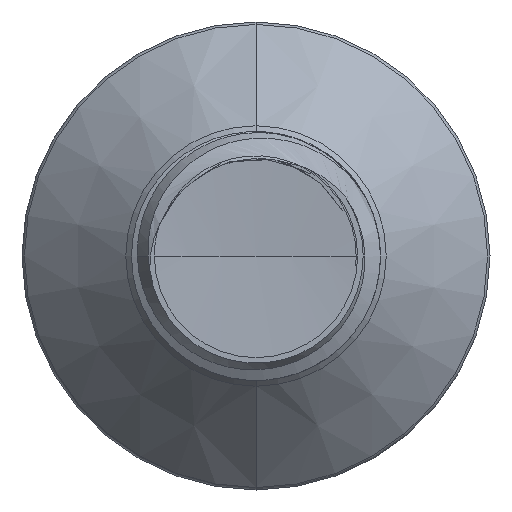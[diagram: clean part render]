
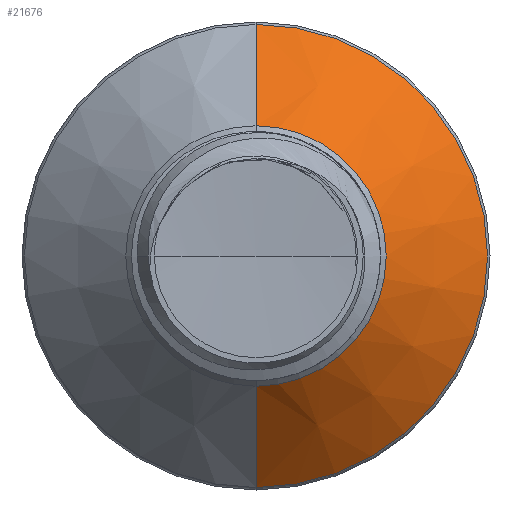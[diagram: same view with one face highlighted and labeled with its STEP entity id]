
A CAD part, front view. The second image highlights one B-rep face of the part: STEP entity #21676.
In plain terms, the highlighted conical face has half-angle 45 degrees and reference radius 1.308 mm.
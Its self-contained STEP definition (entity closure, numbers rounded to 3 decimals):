
#96 = ORIENTED_EDGE ( 'NONE', *, *, #34341, .F. ) ;
#473 = CARTESIAN_POINT ( 'NONE',  ( 0., 10.455, 0. ) ) ;
#1457 = CARTESIAN_POINT ( 'NONE',  ( 0., 11.472, 2.325 ) ) ;
#2377 = CARTESIAN_POINT ( 'NONE',  ( 0., 10.455, 1.308 ) ) ;
#3422 = CIRCLE ( 'NONE', #13125, 2.325 ) ;
#3428 = DIRECTION ( 'NONE',  ( 0., 0., 1. ) ) ;
#4464 = ORIENTED_EDGE ( 'NONE', *, *, #14231, .T. ) ;
#4739 = DIRECTION ( 'NONE',  ( 0., 0.707, -0.707 ) ) ;
#5566 = AXIS2_PLACEMENT_3D ( 'NONE', #20026, #7898, #22977 ) ;
#7167 = CIRCLE ( 'NONE', #16058, 1.308 ) ;
#7898 = DIRECTION ( 'NONE',  ( 0., 1., 0. ) ) ;
#8703 = VERTEX_POINT ( 'NONE', #2377 ) ;
#10234 = DIRECTION ( 'NONE',  ( 0., 0.707, 0.707 ) ) ;
#13125 = AXIS2_PLACEMENT_3D ( 'NONE', #16983, #37551, #19941 ) ;
#13524 = CARTESIAN_POINT ( 'NONE',  ( 0., 10.455, -1.308 ) ) ;
#14231 = EDGE_CURVE ( 'NONE', #35984, #30817, #30554, .T. ) ;
#14920 = VECTOR ( 'NONE', #4739, 1000. ) ;
#16058 = AXIS2_PLACEMENT_3D ( 'NONE', #473, #21104, #3428 ) ;
#16328 = LINE ( 'NONE', #24679, #31036 ) ;
#16983 = CARTESIAN_POINT ( 'NONE',  ( 0., 11.472, 0. ) ) ;
#18056 = ORIENTED_EDGE ( 'NONE', *, *, #30934, .T. ) ;
#18621 = CARTESIAN_POINT ( 'NONE',  ( 0., 10.455, -1.308 ) ) ;
#19941 = DIRECTION ( 'NONE',  ( 0., 0., 1. ) ) ;
#20026 = CARTESIAN_POINT ( 'NONE',  ( 0., 10.455, 0. ) ) ;
#21070 = EDGE_CURVE ( 'NONE', #8703, #21196, #16328, .T. ) ;
#21104 = DIRECTION ( 'NONE',  ( 0., 1., 0. ) ) ;
#21196 = VERTEX_POINT ( 'NONE', #1457 ) ;
#21676 = ADVANCED_FACE ( 'NONE', ( #37942 ), #28265, .T. ) ;
#22977 = DIRECTION ( 'NONE',  ( 0., 0., 1. ) ) ;
#24679 = CARTESIAN_POINT ( 'NONE',  ( 0., 10.455, 1.308 ) ) ;
#28265 = CONICAL_SURFACE ( 'NONE', #5566, 1.308, 0.785 ) ;
#30554 = LINE ( 'NONE', #13524, #14920 ) ;
#30817 = VERTEX_POINT ( 'NONE', #35248 ) ;
#30934 = EDGE_CURVE ( 'NONE', #8703, #35984, #7167, .T. ) ;
#31036 = VECTOR ( 'NONE', #10234, 1000. ) ;
#33305 = ORIENTED_EDGE ( 'NONE', *, *, #21070, .F. ) ;
#34341 = EDGE_CURVE ( 'NONE', #21196, #30817, #3422, .T. ) ;
#35248 = CARTESIAN_POINT ( 'NONE',  ( 0., 11.472, -2.325 ) ) ;
#35984 = VERTEX_POINT ( 'NONE', #18621 ) ;
#37431 = EDGE_LOOP ( 'NONE', ( #18056, #4464, #96, #33305 ) ) ;
#37551 = DIRECTION ( 'NONE',  ( 0., 1., 0. ) ) ;
#37942 = FACE_OUTER_BOUND ( 'NONE', #37431, .T. ) ;
